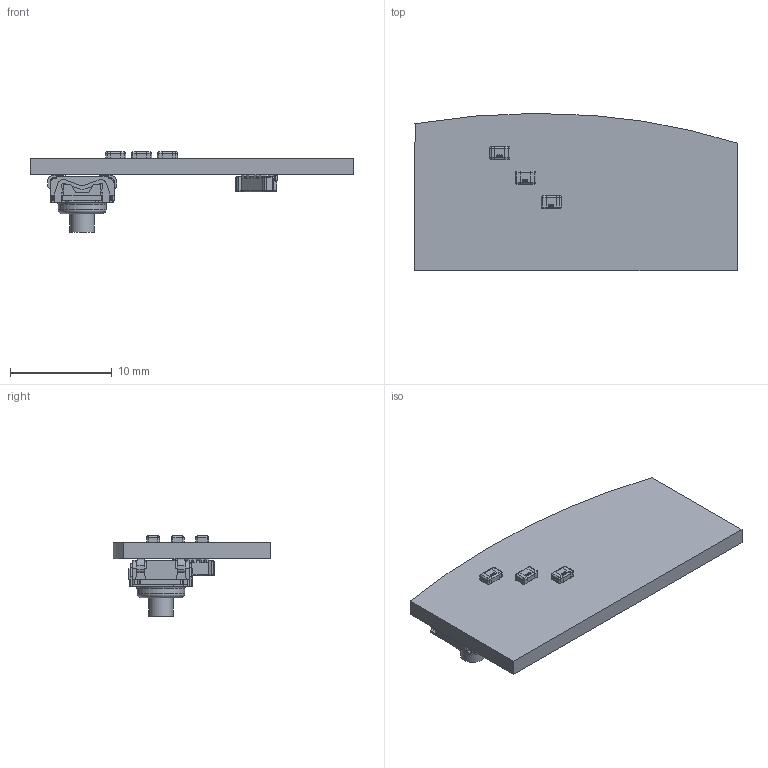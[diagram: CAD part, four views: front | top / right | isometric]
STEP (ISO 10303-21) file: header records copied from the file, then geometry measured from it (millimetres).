
FILE_DESCRIPTION(('Open CASCADE Model'),'2;1');
FILE_NAME('Open CASCADE Shape Model','2023-11-24T13:34:21',('Author'),( 'Open CASCADE'),'Open CASCADE STEP processor 6.8','Open CASCADE 6.8' ,'Unknown');
FILE_SCHEMA(('AUTOMOTIVE_DESIGN { 1 0 10303 214 1 1 1 1 }'));
Length unit declared in the file: millimetre
Products named in the file (16): PCB; Board; Open CASCADE STEP translator 6.8 2.1.1; Open CASCADE STEP translator 6.8 2.1.2; U1; KSC541JROHS; KSC51J_pin; KSC5_cover; KSC5_button; KSC5_body; R3; User_Library-0805_SMD_Resistor; R2; R1; D1; QLS6B-FKW-CNSNSF043
Assembly tree (20 placements, depth 4):
  PCB
    Board
      Open CASCADE STEP translator 6.8 2.1.1
      Open CASCADE STEP translator 6.8 2.1.2
    U1
      KSC541JROHS
        KSC51J_pin  x4
        KSC5_cover
        KSC5_button
        KSC5_body
    R3
      User_Library-0805_SMD_Resistor
    R2
      User_Library-0805_SMD_Resistor
    R1
      User_Library-0805_SMD_Resistor
    D1
      QLS6B-FKW-CNSNSF043
Bounding box: 31.78 x 15.47 x 7.89 mm (x, y, z)
Volume: 879.3 mm3; surface area: 1508.3 mm2
Topology: 13 solids, 13 shells, 664 faces, 1724 edges, 1079 vertices
Faces by surface type: plane 364, cylinder 161, bspline 105, sphere 29, cone 3, torus 2
Full cylindrical faces by diameter (mm): 1.5 x1, 2.4 x1, 3.05 x2, 4.7 x1
Entity records: 16129 total; most frequent: CARTESIAN_POINT 4663, ORIENTED_EDGE 2278, DIRECTION 2040, EDGE_CURVE 1139, LINE 854, VECTOR 854, VERTEX_POINT 735, AXIS2_PLACEMENT_3D 593
